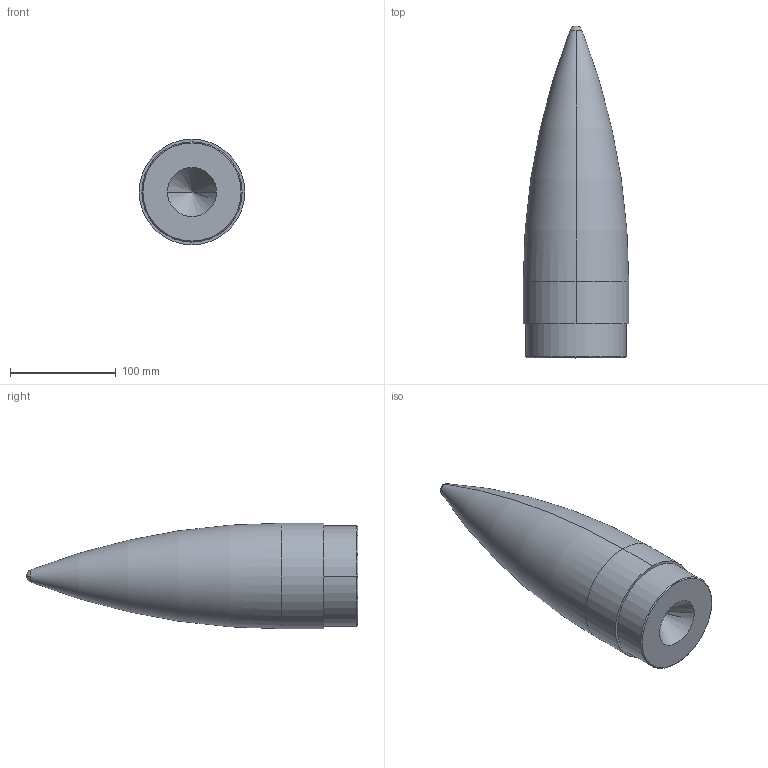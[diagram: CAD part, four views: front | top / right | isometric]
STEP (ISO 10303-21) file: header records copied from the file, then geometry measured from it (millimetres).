
FILE_DESCRIPTION (( 'STEP AP203' ), '1' );
FILE_NAME ('濮黽蠈禬玵.STEP', '2022-02-01T12:53:32', ( '' ), ( '' ), 'SwSTEP 2.0', 'SolidWorks 2021', '' );
FILE_SCHEMA (( 'CONFIG_CONTROL_DESIGN' ));
Length unit declared in the file: millimetre
Products named in the file (1): 濮黽蠈禬玵
Bounding box: 100 x 314.5 x 100 mm (x, y, z)
Volume: 1019207.8 mm3; surface area: 162334.8 mm2
Topology: 2 solids, 2 shells, 29 faces, 58 edges, 36 vertices
Faces by surface type: cylinder 12, plane 7, cone 6, sphere 2, torus 2
Entity records: 831 total; most frequent: DIRECTION 154, CARTESIAN_POINT 122, ORIENTED_EDGE 112, AXIS2_PLACEMENT_3D 68, EDGE_CURVE 56, CIRCLE 38, VERTEX_POINT 36, EDGE_LOOP 34
